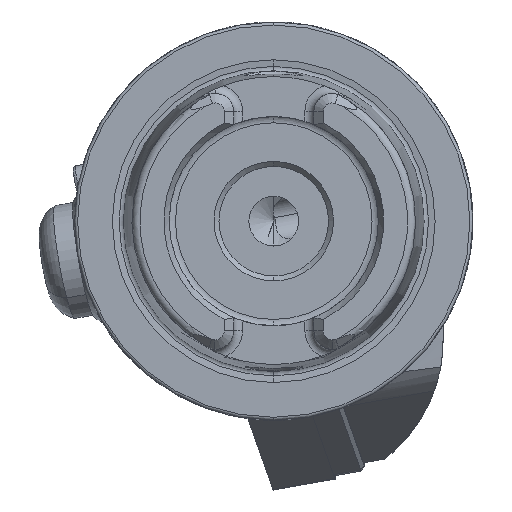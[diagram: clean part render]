
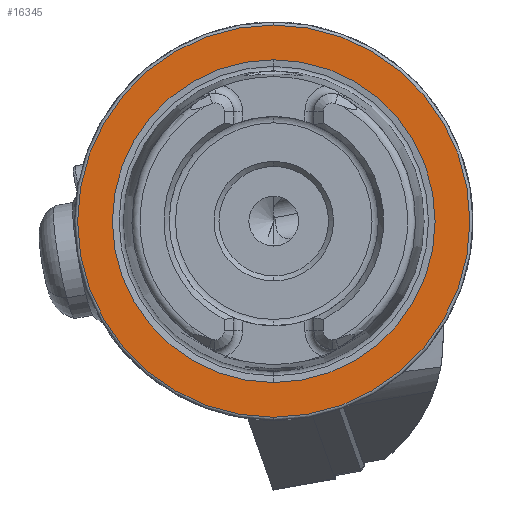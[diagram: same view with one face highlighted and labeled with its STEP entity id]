
A CAD part, left-side view. The second image highlights one B-rep face of the part: STEP entity #16345.
In plain terms, the highlighted planar face has unit normal (-1, 0, 0).
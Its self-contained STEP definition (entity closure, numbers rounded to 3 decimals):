
#15 = EDGE_LOOP ( 'NONE', ( #7607, #12902 ) ) ;
#157 = VERTEX_POINT ( 'NONE', #10358 ) ;
#381 = CARTESIAN_POINT ( 'NONE',  ( 0., 0., -19.7 ) ) ;
#619 = AXIS2_PLACEMENT_3D ( 'NONE', #5772, #16478, #13852 ) ;
#1735 = PLANE ( 'NONE',  #15524 ) ;
#1899 = CARTESIAN_POINT ( 'NONE',  ( 0., 19.7, 0. ) ) ;
#1904 = AXIS2_PLACEMENT_3D ( 'NONE', #4282, #6870, #16532 ) ;
#1974 = EDGE_CURVE ( 'NONE', #15149, #157, #17083, .T. ) ;
#2735 = CARTESIAN_POINT ( 'NONE',  ( 0., 0., 0. ) ) ;
#3498 = CIRCLE ( 'NONE', #11454, 19.7 ) ;
#4282 = CARTESIAN_POINT ( 'NONE',  ( 0., 0., 0. ) ) ;
#4555 = FACE_OUTER_BOUND ( 'NONE', #15, .T. ) ;
#4652 = CARTESIAN_POINT ( 'NONE',  ( 0., 0., 0. ) ) ;
#5179 = CARTESIAN_POINT ( 'NONE',  ( 0., 0., -16.207 ) ) ;
#5772 = CARTESIAN_POINT ( 'NONE',  ( 0., 0., 0. ) ) ;
#5907 = VERTEX_POINT ( 'NONE', #15217 ) ;
#6010 = DIRECTION ( 'NONE',  ( 1., 0., 0. ) ) ;
#6870 = DIRECTION ( 'NONE',  ( -1., 0., 0. ) ) ;
#7042 = DIRECTION ( 'NONE',  ( 0., 0., 1. ) ) ;
#7177 = EDGE_CURVE ( 'NONE', #12673, #5907, #3498, .T. ) ;
#7318 = CIRCLE ( 'NONE', #1904, 16.207 ) ;
#7524 = DIRECTION ( 'NONE',  ( -1., 0., 0. ) ) ;
#7607 = ORIENTED_EDGE ( 'NONE', *, *, #16180, .T. ) ;
#9989 = ORIENTED_EDGE ( 'NONE', *, *, #17052, .F. ) ;
#10358 = CARTESIAN_POINT ( 'NONE',  ( 0., 0., 16.207 ) ) ;
#11097 = AXIS2_PLACEMENT_3D ( 'NONE', #4652, #7524, #13008 ) ;
#11454 = AXIS2_PLACEMENT_3D ( 'NONE', #2735, #15346, #7042 ) ;
#12673 = VERTEX_POINT ( 'NONE', #381 ) ;
#12902 = ORIENTED_EDGE ( 'NONE', *, *, #7177, .T. ) ;
#13008 = DIRECTION ( 'NONE',  ( 0., 0., 1. ) ) ;
#13852 = DIRECTION ( 'NONE',  ( 0., 0., 1. ) ) ;
#14167 = CIRCLE ( 'NONE', #619, 19.7 ) ;
#14215 = EDGE_LOOP ( 'NONE', ( #9989, #16003 ) ) ;
#15149 = VERTEX_POINT ( 'NONE', #5179 ) ;
#15217 = CARTESIAN_POINT ( 'NONE',  ( 0., 0., 19.7 ) ) ;
#15346 = DIRECTION ( 'NONE',  ( -1., 0., 0. ) ) ;
#15524 = AXIS2_PLACEMENT_3D ( 'NONE', #1899, #6010, #16942 ) ;
#16003 = ORIENTED_EDGE ( 'NONE', *, *, #1974, .F. ) ;
#16180 = EDGE_CURVE ( 'NONE', #5907, #12673, #14167, .T. ) ;
#16345 = ADVANCED_FACE ( 'NONE', ( #16955, #4555 ), #1735, .F. ) ;
#16478 = DIRECTION ( 'NONE',  ( -1., 0., 0. ) ) ;
#16532 = DIRECTION ( 'NONE',  ( 0., 0., 1. ) ) ;
#16942 = DIRECTION ( 'NONE',  ( 0., 0., -1. ) ) ;
#16955 = FACE_BOUND ( 'NONE', #14215, .T. ) ;
#17052 = EDGE_CURVE ( 'NONE', #157, #15149, #7318, .T. ) ;
#17083 = CIRCLE ( 'NONE', #11097, 16.207 ) ;
